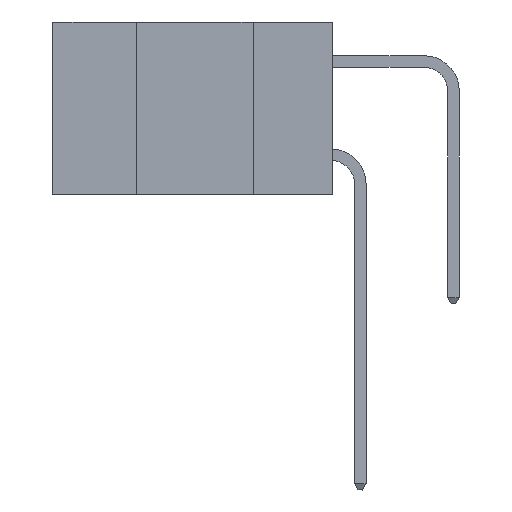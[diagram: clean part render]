
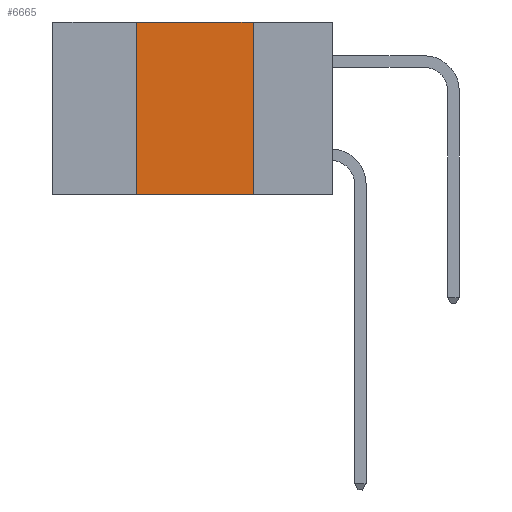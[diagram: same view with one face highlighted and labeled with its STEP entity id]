
A CAD part, left-side view. The second image highlights one B-rep face of the part: STEP entity #6665.
In plain terms, the highlighted planar face has unit normal (-1, 0, 0).
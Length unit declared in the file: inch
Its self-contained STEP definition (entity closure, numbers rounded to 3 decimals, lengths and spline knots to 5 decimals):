
#447 = CARTESIAN_POINT ( 'NONE',  ( 0., 0.6, 0. ) ) ;
#945 = CARTESIAN_POINT ( 'NONE',  ( 0., 0.6, 0. ) ) ;
#1626 = AXIS2_PLACEMENT_3D ( 'NONE', #945, #4713, #11701 ) ;
#2240 = ORIENTED_EDGE ( 'NONE', *, *, #7330, .F. ) ;
#2992 = VERTEX_POINT ( 'NONE', #12218 ) ;
#3504 = EDGE_CURVE ( 'NONE', #5055, #2992, #7729, .T. ) ;
#3741 = CARTESIAN_POINT ( 'NONE',  ( 0., 0.17, -0.37 ) ) ;
#4282 = CARTESIAN_POINT ( 'NONE',  ( 0., 0.42, 0. ) ) ;
#4713 = DIRECTION ( 'NONE',  ( 1., 0., 0. ) ) ;
#4961 = LINE ( 'NONE', #447, #10422 ) ;
#5055 = VERTEX_POINT ( 'NONE', #6852 ) ;
#5578 = VECTOR ( 'NONE', #8746, 39.37008 ) ;
#6133 = VECTOR ( 'NONE', #7628, 39.37008 ) ;
#6326 = ORIENTED_EDGE ( 'NONE', *, *, #9978, .F. ) ;
#6377 = ORIENTED_EDGE ( 'NONE', *, *, #7362, .T. ) ;
#6520 = CARTESIAN_POINT ( 'NONE',  ( 0., 0.6, -0.37 ) ) ;
#6665 = ADVANCED_FACE ( 'NONE', ( #8693 ), #7675, .F. ) ;
#6852 = CARTESIAN_POINT ( 'NONE',  ( 0., 0.17, 0. ) ) ;
#7116 = DIRECTION ( 'NONE',  ( 0., -1., 0. ) ) ;
#7330 = EDGE_CURVE ( 'NONE', #10233, #5055, #4961, .T. ) ;
#7333 = EDGE_LOOP ( 'NONE', ( #8878, #2240, #6326, #6377 ) ) ;
#7362 = EDGE_CURVE ( 'NONE', #9982, #2992, #12226, .T. ) ;
#7628 = DIRECTION ( 'NONE',  ( 0., -1., 0. ) ) ;
#7675 = PLANE ( 'NONE',  #1626 ) ;
#7729 = LINE ( 'NONE', #3741, #5578 ) ;
#8403 = CARTESIAN_POINT ( 'NONE',  ( 0., 0.42, -0.37 ) ) ;
#8470 = LINE ( 'NONE', #8403, #12318 ) ;
#8693 = FACE_OUTER_BOUND ( 'NONE', #7333, .T. ) ;
#8746 = DIRECTION ( 'NONE',  ( 0., 0., -1. ) ) ;
#8878 = ORIENTED_EDGE ( 'NONE', *, *, #3504, .F. ) ;
#9978 = EDGE_CURVE ( 'NONE', #9982, #10233, #8470, .T. ) ;
#9982 = VERTEX_POINT ( 'NONE', #12371 ) ;
#10233 = VERTEX_POINT ( 'NONE', #4282 ) ;
#10422 = VECTOR ( 'NONE', #7116, 39.37008 ) ;
#11701 = DIRECTION ( 'NONE',  ( 0., 0., -1. ) ) ;
#12218 = CARTESIAN_POINT ( 'NONE',  ( 0., 0.17, -0.37 ) ) ;
#12226 = LINE ( 'NONE', #6520, #6133 ) ;
#12305 = DIRECTION ( 'NONE',  ( 0., 0., 1. ) ) ;
#12318 = VECTOR ( 'NONE', #12305, 39.37008 ) ;
#12371 = CARTESIAN_POINT ( 'NONE',  ( 0., 0.42, -0.37 ) ) ;
